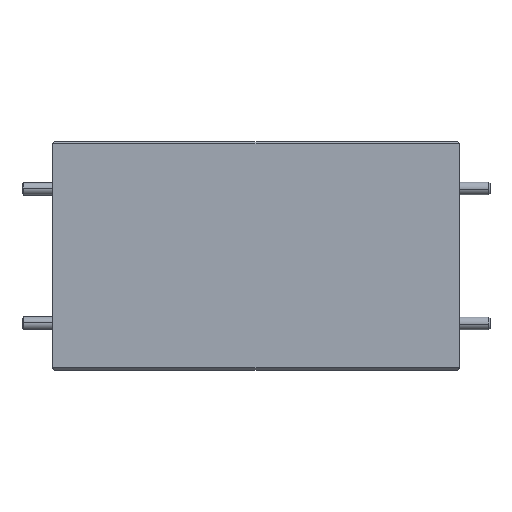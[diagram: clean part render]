
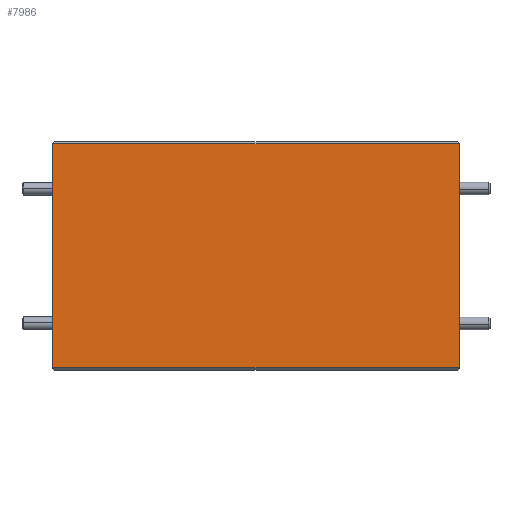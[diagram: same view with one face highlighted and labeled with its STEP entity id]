
A CAD part, top view. The second image highlights one B-rep face of the part: STEP entity #7986.
In plain terms, the highlighted planar face has unit normal (0, 0, 1).
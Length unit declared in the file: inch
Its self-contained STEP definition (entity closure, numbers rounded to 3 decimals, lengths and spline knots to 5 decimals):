
#196 = CARTESIAN_POINT ( 'NONE',  ( -1.62923, -0.75399, -0.88916 ) ) ;
#677 = DIRECTION ( 'NONE',  ( -1., 0., 0. ) ) ;
#933 = EDGE_CURVE ( 'NONE', #15665, #3411, #13868, .T. ) ;
#942 = CARTESIAN_POINT ( 'NONE',  ( 0.37077, -0.75399, -0.88916 ) ) ;
#1154 = ORIENTED_EDGE ( 'NONE', *, *, #5514, .T. ) ;
#1473 = CARTESIAN_POINT ( 'NONE',  ( 0.37077, 0.36101, -0.88916 ) ) ;
#1775 = VECTOR ( 'NONE', #677, 39.37008 ) ;
#1893 = CARTESIAN_POINT ( 'NONE',  ( -1.62923, 0.36101, -0.88916 ) ) ;
#1927 = ORIENTED_EDGE ( 'NONE', *, *, #10323, .T. ) ;
#2004 = PLANE ( 'NONE',  #12081 ) ;
#2161 = CARTESIAN_POINT ( 'NONE',  ( -1.62923, 0.35101, -0.88916 ) ) ;
#2179 = VECTOR ( 'NONE', #4885, 39.37008 ) ;
#3411 = VERTEX_POINT ( 'NONE', #7562 ) ;
#4527 = LINE ( 'NONE', #942, #13342 ) ;
#4878 = EDGE_CURVE ( 'NONE', #15665, #13226, #7081, .T. ) ;
#4885 = DIRECTION ( 'NONE',  ( 0., -1., 0. ) ) ;
#5514 = EDGE_CURVE ( 'NONE', #14483, #3411, #4527, .T. ) ;
#5564 = CARTESIAN_POINT ( 'NONE',  ( 0.37077, 0.35101, -0.88916 ) ) ;
#6096 = DIRECTION ( 'NONE',  ( 1., 0., 0. ) ) ;
#7081 = LINE ( 'NONE', #12283, #1775 ) ;
#7136 = DIRECTION ( 'NONE',  ( 0., 0., -1. ) ) ;
#7562 = CARTESIAN_POINT ( 'NONE',  ( 0.37077, -0.75399, -0.88916 ) ) ;
#7906 = EDGE_LOOP ( 'NONE', ( #11681, #11629, #1927, #1154 ) ) ;
#7986 = ADVANCED_FACE ( 'NONE', ( #13609 ), #2004, .F. ) ;
#8049 = LINE ( 'NONE', #1893, #16184 ) ;
#8333 = DIRECTION ( 'NONE',  ( -1., 0., 0. ) ) ;
#10323 = EDGE_CURVE ( 'NONE', #13226, #14483, #8049, .T. ) ;
#11629 = ORIENTED_EDGE ( 'NONE', *, *, #4878, .T. ) ;
#11681 = ORIENTED_EDGE ( 'NONE', *, *, #933, .F. ) ;
#12081 = AXIS2_PLACEMENT_3D ( 'NONE', #15027, #7136, #8333 ) ;
#12283 = CARTESIAN_POINT ( 'NONE',  ( -1.62923, 0.35101, -0.88916 ) ) ;
#13226 = VERTEX_POINT ( 'NONE', #2161 ) ;
#13250 = DIRECTION ( 'NONE',  ( 0., -1., 0. ) ) ;
#13342 = VECTOR ( 'NONE', #6096, 39.37008 ) ;
#13609 = FACE_OUTER_BOUND ( 'NONE', #7906, .T. ) ;
#13868 = LINE ( 'NONE', #1473, #2179 ) ;
#14483 = VERTEX_POINT ( 'NONE', #196 ) ;
#15027 = CARTESIAN_POINT ( 'NONE',  ( -1.62923, 0.36101, -0.88916 ) ) ;
#15665 = VERTEX_POINT ( 'NONE', #5564 ) ;
#16184 = VECTOR ( 'NONE', #13250, 39.37008 ) ;
